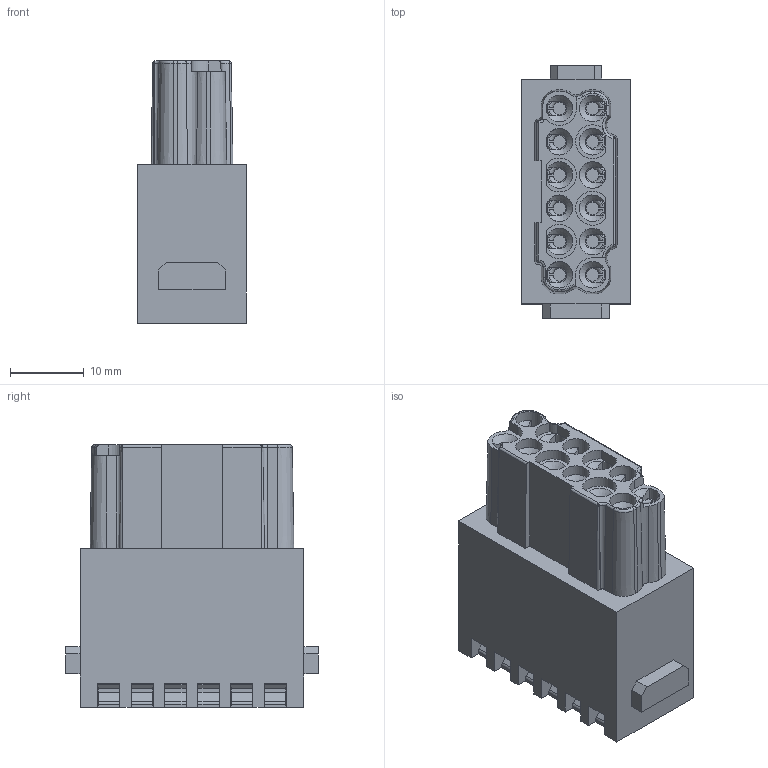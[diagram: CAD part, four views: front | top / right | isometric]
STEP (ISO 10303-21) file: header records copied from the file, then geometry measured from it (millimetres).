
FILE_DESCRIPTION(/* description */ (''),/* implementation_level */ '2;1');
FILE_NAME(/* name */ '100183998ugm000_c.stp',/* time_stamp */ '2017-09-28T16:16:10+02:00',/* author */ (''),/* organization */ (''),/* preprocessor_version */ 'ST-DEVELOPER v16',/* originating_system */ 'SIEMENS PLM Software NX 10.0',/* authorisation */ '');
FILE_SCHEMA (('AUTOMOTIVE_DESIGN { 1 0 10303 214 3 1 1 1 }'));
Products named in the file (1): 100183998ugm000_c
Bounding box: 14.65 x 34.2 x 35.5 mm (x, y, z)
Volume: 11446.4 mm3; surface area: 11496.7 mm2
Topology: 1 solids, 1 shells, 1316 faces, 4060 edges, 2890 vertices
Faces by surface type: plane 786, cylinder 276, bspline 113, cone 80, extrusion 61
Full cylindrical faces by diameter (mm): 1.1 x1, 1.3 x1, 1.7 x12, 3.2 x24, 3.6 x6
Entity records: 54701 total; most frequent: CARTESIAN_POINT 13597, ORIENTED_EDGE 7468, DIRECTION 6539, EDGE_CURVE 3734, VERTEX_POINT 2512, VECTOR 2507, LINE 2446, AXIS2_PLACEMENT_3D 2016
